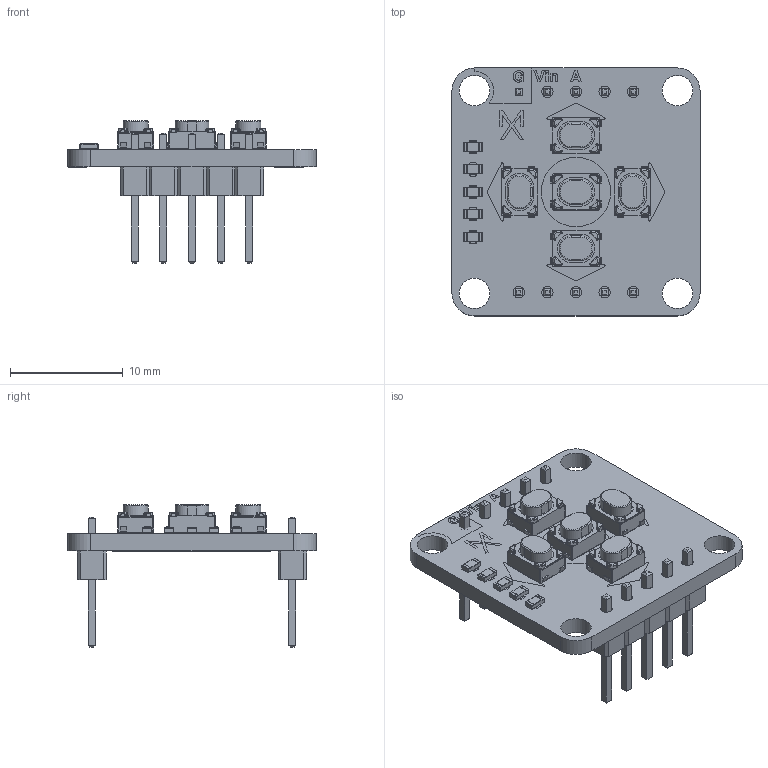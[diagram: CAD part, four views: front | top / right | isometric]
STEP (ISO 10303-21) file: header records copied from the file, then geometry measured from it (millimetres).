
FILE_DESCRIPTION(('KiCad electronic assembly'),'2;1');
FILE_NAME('AX22-0016.step','2025-12-08T14:18:10',('Pcbnew'),('Kicad'), 'Open CASCADE STEP processor 7.8','KiCad to STEP converter','Unknown' );
FILE_SCHEMA(('AUTOMOTIVE_DESIGN { 1 0 10303 214 1 1 1 1 }'));
Length unit declared in the file: millimetre
Products named in the file (6): AX22-0016 1; skrpade010; R_0603_1608Metric; PinHeader_1x05_P2.54mm_Vertical; AX22_D-Pad_silkscreen; AX22_D-Pad_PCB
Assembly tree (14 placements, depth 2):
  AX22-0016 1
    skrpade010  x5
    R_0603_1608Metric  x5
    PinHeader_1x05_P2.54mm_Vertical  x2
    AX22_D-Pad_silkscreen
    AX22_D-Pad_PCB
Bounding box: 22 x 22 x 12.64 mm (x, y, z)
Volume: 1010.1 mm3; surface area: 2078.1 mm2
Topology: 13 solids, 64 shells, 1928 faces, 5834 edges, 3758 vertices
Faces by surface type: plane 920, cylinder 718, sphere 200, bspline 80, torus 10
Full cylindrical faces by diameter (mm): 1 x10, 2.7 x4
Entity records: 27854 total; most frequent: CARTESIAN_POINT 7591, DIRECTION 3707, ORIENTED_EDGE 3326, EDGE_CURVE 2186, VERTEX_POINT 1734, LINE 1671, VECTOR 1671, AXIS2_PLACEMENT_3D 1018
